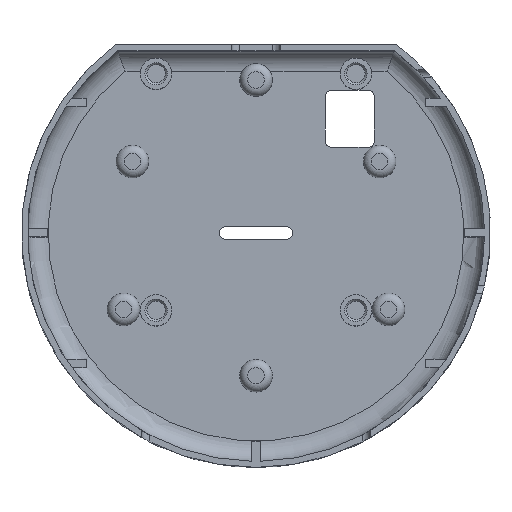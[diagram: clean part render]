
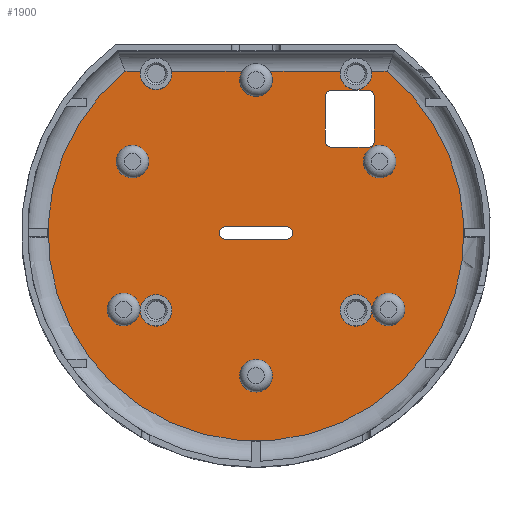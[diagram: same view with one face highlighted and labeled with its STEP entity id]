
A CAD part, top view. The second image highlights one B-rep face of the part: STEP entity #1900.
In plain terms, the highlighted planar face has unit normal (0, 0, 1).
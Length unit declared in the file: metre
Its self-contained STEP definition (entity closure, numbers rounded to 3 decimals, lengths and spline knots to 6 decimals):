
#121=CIRCLE('',#2044,0.051);
#145=CIRCLE('',#2074,0.004);
#146=CIRCLE('',#2075,0.0015);
#147=CIRCLE('',#2076,0.0015);
#148=CIRCLE('',#2077,0.0015);
#149=CIRCLE('',#2078,0.0015);
#150=CIRCLE('',#2079,0.00385);
#151=CIRCLE('',#2080,0.0015);
#152=CIRCLE('',#2081,0.0015);
#153=CIRCLE('',#2082,0.00385);
#154=CIRCLE('',#2083,0.004);
#155=CIRCLE('',#2084,0.004);
#156=CIRCLE('',#2085,0.004);
#157=CIRCLE('',#2086,0.004);
#158=CIRCLE('',#2087,0.004);
#159=CIRCLE('',#2088,0.00385);
#160=CIRCLE('',#2089,0.00385);
#329=ORIENTED_EDGE('',*,*,#839,.T.);
#330=ORIENTED_EDGE('',*,*,#840,.F.);
#331=ORIENTED_EDGE('',*,*,#841,.T.);
#332=ORIENTED_EDGE('',*,*,#842,.T.);
#333=ORIENTED_EDGE('',*,*,#843,.T.);
#334=ORIENTED_EDGE('',*,*,#844,.T.);
#335=ORIENTED_EDGE('',*,*,#845,.T.);
#336=ORIENTED_EDGE('',*,*,#846,.F.);
#337=ORIENTED_EDGE('',*,*,#847,.T.);
#338=ORIENTED_EDGE('',*,*,#848,.F.);
#339=ORIENTED_EDGE('',*,*,#849,.F.);
#340=ORIENTED_EDGE('',*,*,#850,.T.);
#341=ORIENTED_EDGE('',*,*,#851,.T.);
#342=ORIENTED_EDGE('',*,*,#852,.T.);
#343=ORIENTED_EDGE('',*,*,#853,.F.);
#344=ORIENTED_EDGE('',*,*,#854,.F.);
#345=ORIENTED_EDGE('',*,*,#855,.F.);
#346=ORIENTED_EDGE('',*,*,#856,.F.);
#347=ORIENTED_EDGE('',*,*,#857,.F.);
#348=ORIENTED_EDGE('',*,*,#858,.F.);
#349=ORIENTED_EDGE('',*,*,#859,.F.);
#350=ORIENTED_EDGE('',*,*,#860,.T.);
#351=ORIENTED_EDGE('',*,*,#861,.F.);
#352=ORIENTED_EDGE('',*,*,#784,.F.);
#353=ORIENTED_EDGE('',*,*,#862,.F.);
#354=ORIENTED_EDGE('',*,*,#863,.F.);
#355=ORIENTED_EDGE('',*,*,#864,.F.);
#784=EDGE_CURVE('',#1045,#1046,#121,.F.);
#839=EDGE_CURVE('',#1092,#1092,#145,.T.);
#840=EDGE_CURVE('',#1093,#1094,#1236,.T.);
#841=EDGE_CURVE('',#1093,#1095,#146,.F.);
#842=EDGE_CURVE('',#1095,#1096,#1237,.T.);
#843=EDGE_CURVE('',#1096,#1097,#147,.F.);
#844=EDGE_CURVE('',#1097,#1098,#1238,.T.);
#845=EDGE_CURVE('',#1098,#1099,#148,.F.);
#846=EDGE_CURVE('',#1100,#1099,#1239,.T.);
#847=EDGE_CURVE('',#1100,#1094,#149,.F.);
#848=EDGE_CURVE('',#1101,#1101,#150,.T.);
#849=EDGE_CURVE('',#1102,#1103,#1240,.T.);
#850=EDGE_CURVE('',#1102,#1104,#151,.F.);
#851=EDGE_CURVE('',#1104,#1105,#1241,.T.);
#852=EDGE_CURVE('',#1105,#1103,#152,.F.);
#853=EDGE_CURVE('',#1106,#1106,#153,.T.);
#854=EDGE_CURVE('',#1107,#1107,#154,.T.);
#855=EDGE_CURVE('',#1108,#1108,#155,.T.);
#856=EDGE_CURVE('',#1109,#1109,#156,.T.);
#857=EDGE_CURVE('',#1110,#1110,#157,.T.);
#858=EDGE_CURVE('',#1111,#1112,#158,.T.);
#859=EDGE_CURVE('',#1113,#1111,#1242,.T.);
#860=EDGE_CURVE('',#1113,#1114,#159,.F.);
#861=EDGE_CURVE('',#1046,#1114,#1243,.T.);
#862=EDGE_CURVE('',#1115,#1045,#1244,.T.);
#863=EDGE_CURVE('',#1116,#1115,#160,.T.);
#864=EDGE_CURVE('',#1112,#1116,#1245,.T.);
#1045=VERTEX_POINT('',#3012);
#1046=VERTEX_POINT('',#3014);
#1092=VERTEX_POINT('',#3150);
#1093=VERTEX_POINT('',#3152);
#1094=VERTEX_POINT('',#3153);
#1095=VERTEX_POINT('',#3155);
#1096=VERTEX_POINT('',#3157);
#1097=VERTEX_POINT('',#3159);
#1098=VERTEX_POINT('',#3161);
#1099=VERTEX_POINT('',#3163);
#1100=VERTEX_POINT('',#3165);
#1101=VERTEX_POINT('',#3168);
#1102=VERTEX_POINT('',#3170);
#1103=VERTEX_POINT('',#3171);
#1104=VERTEX_POINT('',#3173);
#1105=VERTEX_POINT('',#3175);
#1106=VERTEX_POINT('',#3178);
#1107=VERTEX_POINT('',#3180);
#1108=VERTEX_POINT('',#3182);
#1109=VERTEX_POINT('',#3184);
#1110=VERTEX_POINT('',#3186);
#1111=VERTEX_POINT('',#3188);
#1112=VERTEX_POINT('',#3189);
#1113=VERTEX_POINT('',#3191);
#1114=VERTEX_POINT('',#3193);
#1115=VERTEX_POINT('',#3196);
#1116=VERTEX_POINT('',#3198);
#1236=LINE('',#3151,#1357);
#1237=LINE('',#3156,#1358);
#1238=LINE('',#3160,#1359);
#1239=LINE('',#3164,#1360);
#1240=LINE('',#3169,#1361);
#1241=LINE('',#3174,#1362);
#1242=LINE('',#3190,#1363);
#1243=LINE('',#3194,#1364);
#1244=LINE('',#3195,#1365);
#1245=LINE('',#3199,#1366);
#1357=VECTOR('',#2383,1.);
#1358=VECTOR('',#2386,1.);
#1359=VECTOR('',#2389,1.);
#1360=VECTOR('',#2392,1.);
#1361=VECTOR('',#2397,1.);
#1362=VECTOR('',#2400,1.);
#1363=VECTOR('',#2415,1.);
#1364=VECTOR('',#2418,1.);
#1365=VECTOR('',#2419,1.);
#1366=VECTOR('',#2422,1.);
#1464=EDGE_LOOP('',(#329));
#1465=EDGE_LOOP('',(#330,#331,#332,#333,#334,#335,#336,#337));
#1466=EDGE_LOOP('',(#338));
#1467=EDGE_LOOP('',(#339,#340,#341,#342));
#1468=EDGE_LOOP('',(#343));
#1469=EDGE_LOOP('',(#344));
#1470=EDGE_LOOP('',(#345));
#1471=EDGE_LOOP('',(#346));
#1472=EDGE_LOOP('',(#347));
#1473=EDGE_LOOP('',(#348,#349,#350,#351,#352,#353,#354,#355));
#1652=FACE_BOUND('',#1464,.T.);
#1653=FACE_BOUND('',#1465,.T.);
#1654=FACE_BOUND('',#1466,.T.);
#1655=FACE_BOUND('',#1467,.T.);
#1656=FACE_BOUND('',#1468,.T.);
#1657=FACE_BOUND('',#1469,.T.);
#1658=FACE_BOUND('',#1470,.T.);
#1659=FACE_BOUND('',#1471,.T.);
#1660=FACE_BOUND('',#1472,.T.);
#1661=FACE_BOUND('',#1473,.T.);
#1828=PLANE('',#2073);
#1900=ADVANCED_FACE('',(#1652,#1653,#1654,#1655,#1656,#1657,#1658,#1659,
#1660,#1661),#1828,.T.);
#2044=AXIS2_PLACEMENT_3D('',#3013,#2297,#2298);
#2073=AXIS2_PLACEMENT_3D('',#3148,#2379,#2380);
#2074=AXIS2_PLACEMENT_3D('',#3149,#2381,#2382);
#2075=AXIS2_PLACEMENT_3D('',#3154,#2384,#2385);
#2076=AXIS2_PLACEMENT_3D('',#3158,#2387,#2388);
#2077=AXIS2_PLACEMENT_3D('',#3162,#2390,#2391);
#2078=AXIS2_PLACEMENT_3D('',#3166,#2393,#2394);
#2079=AXIS2_PLACEMENT_3D('',#3167,#2395,#2396);
#2080=AXIS2_PLACEMENT_3D('',#3172,#2398,#2399);
#2081=AXIS2_PLACEMENT_3D('',#3176,#2401,#2402);
#2082=AXIS2_PLACEMENT_3D('',#3177,#2403,#2404);
#2083=AXIS2_PLACEMENT_3D('',#3179,#2405,#2406);
#2084=AXIS2_PLACEMENT_3D('',#3181,#2407,#2408);
#2085=AXIS2_PLACEMENT_3D('',#3183,#2409,#2410);
#2086=AXIS2_PLACEMENT_3D('',#3185,#2411,#2412);
#2087=AXIS2_PLACEMENT_3D('',#3187,#2413,#2414);
#2088=AXIS2_PLACEMENT_3D('',#3192,#2416,#2417);
#2089=AXIS2_PLACEMENT_3D('',#3197,#2420,#2421);
#2297=DIRECTION('',(0.,0.,1.));
#2298=DIRECTION('',(1.,0.,0.));
#2379=DIRECTION('',(0.,0.,1.));
#2380=DIRECTION('',(1.,0.,0.));
#2381=DIRECTION('',(0.,0.,-1.));
#2382=DIRECTION('',(-1.,0.,0.));
#2383=DIRECTION('',(-1.,0.,0.));
#2384=DIRECTION('',(0.,0.,1.));
#2385=DIRECTION('',(1.,0.,0.));
#2386=DIRECTION('',(0.,-1.,0.));
#2387=DIRECTION('',(0.,0.,1.));
#2388=DIRECTION('',(1.,0.,0.));
#2389=DIRECTION('',(-1.,0.,0.));
#2390=DIRECTION('',(0.,0.,1.));
#2391=DIRECTION('',(1.,0.,0.));
#2392=DIRECTION('',(0.,-1.,0.));
#2393=DIRECTION('',(0.,0.,1.));
#2394=DIRECTION('',(1.,0.,0.));
#2395=DIRECTION('',(0.,0.,1.));
#2396=DIRECTION('',(1.,0.,0.));
#2397=DIRECTION('',(-1.,0.,0.));
#2398=DIRECTION('',(0.,0.,1.));
#2399=DIRECTION('',(1.,0.,0.));
#2400=DIRECTION('',(-1.,0.,0.));
#2401=DIRECTION('',(0.,0.,1.));
#2402=DIRECTION('',(1.,0.,0.));
#2403=DIRECTION('',(0.,0.,1.));
#2404=DIRECTION('',(1.,0.,0.));
#2405=DIRECTION('',(0.,0.,1.));
#2406=DIRECTION('',(1.,0.,0.));
#2407=DIRECTION('',(0.,0.,1.));
#2408=DIRECTION('',(1.,0.,0.));
#2409=DIRECTION('',(0.,0.,1.));
#2410=DIRECTION('',(1.,0.,0.));
#2411=DIRECTION('',(0.,0.,1.));
#2412=DIRECTION('',(1.,0.,0.));
#2413=DIRECTION('',(0.,0.,1.));
#2414=DIRECTION('',(1.,0.,0.));
#2415=DIRECTION('',(1.,0.,0.));
#2416=DIRECTION('',(0.,0.,1.));
#2417=DIRECTION('',(1.,0.,0.));
#2418=DIRECTION('',(1.,0.,0.));
#2419=DIRECTION('',(1.,0.,0.));
#2420=DIRECTION('',(0.,0.,1.));
#2421=DIRECTION('',(1.,0.,0.));
#2422=DIRECTION('',(1.,0.,0.));
#3012=CARTESIAN_POINT('',(0.032138,0.0396,0.));
#3013=CARTESIAN_POINT('',(0.,0.,0.));
#3014=CARTESIAN_POINT('',(-0.032138,0.0396,0.));
#3148=CARTESIAN_POINT('',(0.,0.,0.));
#3149=CARTESIAN_POINT('',(0.030311,0.0175,0.));
#3150=CARTESIAN_POINT('',(0.026311,0.0175,0.));
#3151=CARTESIAN_POINT('',(0.,0.035,0.));
#3152=CARTESIAN_POINT('',(0.0275,0.035,0.));
#3153=CARTESIAN_POINT('',(0.0185,0.035,0.));
#3154=CARTESIAN_POINT('',(0.0275,0.0335,0.));
#3155=CARTESIAN_POINT('',(0.029,0.0335,0.));
#3156=CARTESIAN_POINT('',(0.029,0.,0.));
#3157=CARTESIAN_POINT('',(0.029,0.0225,0.));
#3158=CARTESIAN_POINT('',(0.0275,0.0225,0.));
#3159=CARTESIAN_POINT('',(0.0275,0.021,0.));
#3160=CARTESIAN_POINT('',(0.,0.021,0.));
#3161=CARTESIAN_POINT('',(0.0185,0.021,0.));
#3162=CARTESIAN_POINT('',(0.0185,0.0225,0.));
#3163=CARTESIAN_POINT('',(0.017,0.0225,0.));
#3164=CARTESIAN_POINT('',(0.017,0.,0.));
#3165=CARTESIAN_POINT('',(0.017,0.0335,0.));
#3166=CARTESIAN_POINT('',(0.0185,0.0335,0.));
#3167=CARTESIAN_POINT('',(0.0245,-0.019,0.));
#3168=CARTESIAN_POINT('',(0.02835,-0.019,0.));
#3169=CARTESIAN_POINT('',(0.,0.0015,0.));
#3170=CARTESIAN_POINT('',(0.0075,0.0015,0.));
#3171=CARTESIAN_POINT('',(-0.0075,0.0015,0.));
#3172=CARTESIAN_POINT('',(0.0075,0.,0.));
#3173=CARTESIAN_POINT('',(0.0075,-0.0015,0.));
#3174=CARTESIAN_POINT('',(0.,-0.0015,0.));
#3175=CARTESIAN_POINT('',(-0.0075,-0.0015,0.));
#3176=CARTESIAN_POINT('',(-0.0075,0.,0.));
#3177=CARTESIAN_POINT('',(-0.0245,-0.019,0.));
#3178=CARTESIAN_POINT('',(-0.02065,-0.019,0.));
#3179=CARTESIAN_POINT('',(-0.030311,0.0175,0.));
#3180=CARTESIAN_POINT('',(-0.026311,0.0175,0.));
#3181=CARTESIAN_POINT('',(0.,-0.035,0.));
#3182=CARTESIAN_POINT('',(0.004,-0.035,0.));
#3183=CARTESIAN_POINT('',(0.032476,-0.01875,0.));
#3184=CARTESIAN_POINT('',(0.036476,-0.01875,0.));
#3185=CARTESIAN_POINT('',(-0.032476,-0.01875,0.));
#3186=CARTESIAN_POINT('',(-0.028476,-0.01875,0.));
#3187=CARTESIAN_POINT('',(0.,0.0375,0.));
#3188=CARTESIAN_POINT('',(-0.003404,0.0396,0.));
#3189=CARTESIAN_POINT('',(0.003404,0.0396,0.));
#3190=CARTESIAN_POINT('',(0.,0.0396,0.));
#3191=CARTESIAN_POINT('',(-0.020697,0.0396,0.));
#3192=CARTESIAN_POINT('',(-0.0245,0.039,0.));
#3193=CARTESIAN_POINT('',(-0.028303,0.0396,0.));
#3194=CARTESIAN_POINT('',(0.,0.0396,0.));
#3195=CARTESIAN_POINT('',(0.,0.0396,0.));
#3196=CARTESIAN_POINT('',(0.028303,0.0396,0.));
#3197=CARTESIAN_POINT('',(0.0245,0.039,0.));
#3198=CARTESIAN_POINT('',(0.020697,0.0396,0.));
#3199=CARTESIAN_POINT('',(0.,0.0396,0.));
